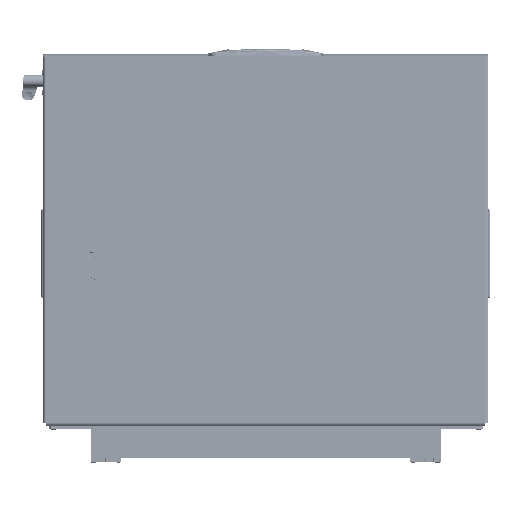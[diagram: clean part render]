
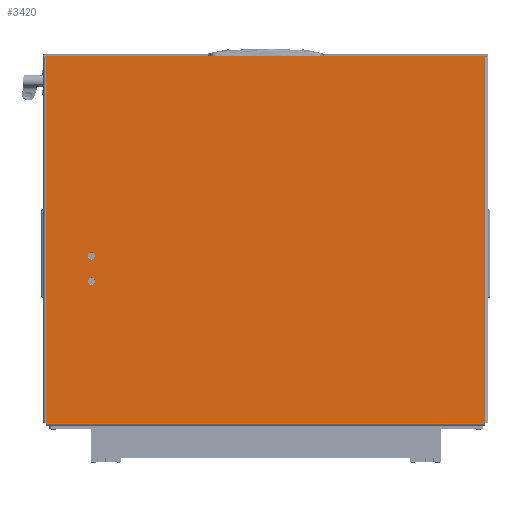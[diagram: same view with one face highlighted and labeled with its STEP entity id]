
A CAD part, front view. The second image highlights one B-rep face of the part: STEP entity #3420.
In plain terms, the highlighted face is planar.
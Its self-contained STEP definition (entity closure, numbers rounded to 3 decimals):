
#1085 = VECTOR ( 'NONE', #31270, 1000. ) ;
#1897 = AXIS2_PLACEMENT_3D ( 'NONE', #107372, #118597, #51512 ) ;
#3420 = ADVANCED_FACE ( 'NONE', ( #50526, #106597, #132894 ), #137912, .T. ) ;
#4219 = DIRECTION ( 'NONE',  ( -1., 0., 0. ) ) ;
#4772 = ORIENTED_EDGE ( 'NONE', *, *, #24170, .F. ) ;
#5003 = CARTESIAN_POINT ( 'NONE',  ( 0., -2., 0. ) ) ;
#7037 = CARTESIAN_POINT ( 'NONE',  ( 275., 545., 0. ) ) ;
#11074 = VERTEX_POINT ( 'NONE', #19526 ) ;
#12256 = CARTESIAN_POINT ( 'NONE',  ( 304.8, 545., 0. ) ) ;
#12949 = LINE ( 'NONE', #5003, #54963 ) ;
#14551 = AXIS2_PLACEMENT_3D ( 'NONE', #20197, #88252, #77400 ) ;
#14952 = DIRECTION ( 'NONE',  ( 0., 0., -1. ) ) ;
#16235 = DIRECTION ( 'NONE',  ( -1., 0., 0. ) ) ;
#16312 = VERTEX_POINT ( 'NONE', #140319 ) ;
#19526 = CARTESIAN_POINT ( 'NONE',  ( 0., 610., 0. ) ) ;
#20197 = CARTESIAN_POINT ( 'NONE',  ( 310., 545., 0. ) ) ;
#24170 = EDGE_CURVE ( 'NONE', #76544, #124913, #48261, .T. ) ;
#29296 = AXIS2_PLACEMENT_3D ( 'NONE', #85434, #141757, #77542 ) ;
#30772 = LINE ( 'NONE', #43542, #1085 ) ;
#31270 = DIRECTION ( 'NONE',  ( 1., 0., 0. ) ) ;
#31588 = CIRCLE ( 'NONE', #1897, 5.2 ) ;
#34060 = EDGE_CURVE ( 'NONE', #111690, #16312, #31588, .T. ) ;
#37430 = ORIENTED_EDGE ( 'NONE', *, *, #46677, .T. ) ;
#38501 = EDGE_CURVE ( 'NONE', #141664, #92645, #12949, .T. ) ;
#38641 = AXIS2_PLACEMENT_3D ( 'NONE', #7037, #64185, #142650 ) ;
#40622 = CARTESIAN_POINT ( 'NONE',  ( 0., 0., 0. ) ) ;
#42083 = EDGE_CURVE ( 'NONE', #121313, #69873, #30772, .T. ) ;
#42952 = ORIENTED_EDGE ( 'NONE', *, *, #54786, .F. ) ;
#43542 = CARTESIAN_POINT ( 'NONE',  ( 0., 0., 0. ) ) ;
#43837 = VECTOR ( 'NONE', #52018, 1000. ) ;
#43888 = CARTESIAN_POINT ( 'NONE',  ( -2., -4., 0. ) ) ;
#44634 = VECTOR ( 'NONE', #65312, 1000. ) ;
#46564 = VECTOR ( 'NONE', #72370, 1000. ) ;
#46677 = EDGE_CURVE ( 'NONE', #76544, #69873, #113103, .T. ) ;
#48261 = LINE ( 'NONE', #107712, #46564 ) ;
#49714 = ORIENTED_EDGE ( 'NONE', *, *, #34060, .F. ) ;
#50526 = FACE_BOUND ( 'NONE', #77375, .T. ) ;
#51512 = DIRECTION ( 'NONE',  ( -1., 0., 0. ) ) ;
#52018 = DIRECTION ( 'NONE',  ( 0., 1., 0. ) ) ;
#52415 = CARTESIAN_POINT ( 'NONE',  ( 0., 608., 0. ) ) ;
#53638 = CARTESIAN_POINT ( 'NONE',  ( 0., 610., 0. ) ) ;
#54786 = EDGE_CURVE ( 'NONE', #129312, #96093, #95791, .T. ) ;
#54963 = VECTOR ( 'NONE', #16235, 1000. ) ;
#55292 = CARTESIAN_POINT ( 'NONE',  ( 506., 608., 0. ) ) ;
#56051 = DIRECTION ( 'NONE',  ( 0., 1., 0. ) ) ;
#57173 = ORIENTED_EDGE ( 'NONE', *, *, #38501, .T. ) ;
#60485 = CARTESIAN_POINT ( 'NONE',  ( 0., -2., 0. ) ) ;
#61830 = ORIENTED_EDGE ( 'NONE', *, *, #42083, .F. ) ;
#64185 = DIRECTION ( 'NONE',  ( 0., 0., -1. ) ) ;
#64967 = ORIENTED_EDGE ( 'NONE', *, *, #77593, .F. ) ;
#65312 = DIRECTION ( 'NONE',  ( 1., 0., 0. ) ) ;
#65863 = CARTESIAN_POINT ( 'NONE',  ( -2., -2., 0. ) ) ;
#66959 = CIRCLE ( 'NONE', #38641, 5.2 ) ;
#69873 = VERTEX_POINT ( 'NONE', #87946 ) ;
#70515 = EDGE_CURVE ( 'NONE', #96093, #129312, #125887, .T. ) ;
#71205 = CARTESIAN_POINT ( 'NONE',  ( 0., 608., 0. ) ) ;
#72370 = DIRECTION ( 'NONE',  ( -1., 0., 0. ) ) ;
#74583 = VERTEX_POINT ( 'NONE', #92599 ) ;
#76544 = VERTEX_POINT ( 'NONE', #107781 ) ;
#77375 = EDGE_LOOP ( 'NONE', ( #90538, #49714 ) ) ;
#77400 = DIRECTION ( 'NONE',  ( -1., 0., 0. ) ) ;
#77542 = DIRECTION ( 'NONE',  ( -1., 0., 0. ) ) ;
#77593 = EDGE_CURVE ( 'NONE', #124913, #11074, #112824, .T. ) ;
#79479 = VECTOR ( 'NONE', #128064, 1000. ) ;
#82194 = EDGE_CURVE ( 'NONE', #16312, #111690, #66959, .T. ) ;
#82509 = EDGE_LOOP ( 'NONE', ( #42952, #107089 ) ) ;
#85434 = CARTESIAN_POINT ( 'NONE',  ( 310., 545., 0. ) ) ;
#87386 = ORIENTED_EDGE ( 'NONE', *, *, #102592, .F. ) ;
#87689 = DIRECTION ( 'NONE',  ( 0., -1., 0. ) ) ;
#87946 = CARTESIAN_POINT ( 'NONE',  ( 506., 0., 0. ) ) ;
#88252 = DIRECTION ( 'NONE',  ( 0., 0., -1. ) ) ;
#88651 = VECTOR ( 'NONE', #87689, 1000. ) ;
#90538 = ORIENTED_EDGE ( 'NONE', *, *, #82194, .F. ) ;
#92599 = CARTESIAN_POINT ( 'NONE',  ( -2., 610., 0. ) ) ;
#92645 = VERTEX_POINT ( 'NONE', #65863 ) ;
#95791 = CIRCLE ( 'NONE', #29296, 5.2 ) ;
#96093 = VERTEX_POINT ( 'NONE', #121861 ) ;
#98845 = LINE ( 'NONE', #43888, #139166 ) ;
#99247 = ORIENTED_EDGE ( 'NONE', *, *, #122911, .T. ) ;
#100017 = AXIS2_PLACEMENT_3D ( 'NONE', #71205, #14952, #4219 ) ;
#101831 = LINE ( 'NONE', #119134, #43837 ) ;
#102592 = EDGE_CURVE ( 'NONE', #141664, #121313, #101831, .T. ) ;
#106597 = FACE_BOUND ( 'NONE', #82509, .T. ) ;
#107089 = ORIENTED_EDGE ( 'NONE', *, *, #70515, .F. ) ;
#107372 = CARTESIAN_POINT ( 'NONE',  ( 275., 545., 0. ) ) ;
#107584 = CARTESIAN_POINT ( 'NONE',  ( 280.2, 545., 0. ) ) ;
#107712 = CARTESIAN_POINT ( 'NONE',  ( 0., 608., 0. ) ) ;
#107781 = CARTESIAN_POINT ( 'NONE',  ( 506., 608., 0. ) ) ;
#111690 = VERTEX_POINT ( 'NONE', #107584 ) ;
#112824 = LINE ( 'NONE', #139774, #79479 ) ;
#113103 = LINE ( 'NONE', #55292, #88651 ) ;
#116407 = EDGE_CURVE ( 'NONE', #92645, #74583, #98845, .T. ) ;
#118597 = DIRECTION ( 'NONE',  ( 0., 0., -1. ) ) ;
#118874 = ORIENTED_EDGE ( 'NONE', *, *, #116407, .T. ) ;
#119134 = CARTESIAN_POINT ( 'NONE',  ( 0., -4., 0. ) ) ;
#121313 = VERTEX_POINT ( 'NONE', #40622 ) ;
#121861 = CARTESIAN_POINT ( 'NONE',  ( 315.2, 545., 0. ) ) ;
#122180 = EDGE_LOOP ( 'NONE', ( #87386, #57173, #118874, #99247, #64967, #4772, #37430, #61830 ) ) ;
#122911 = EDGE_CURVE ( 'NONE', #74583, #11074, #137512, .T. ) ;
#124913 = VERTEX_POINT ( 'NONE', #52415 ) ;
#125887 = CIRCLE ( 'NONE', #14551, 5.2 ) ;
#128064 = DIRECTION ( 'NONE',  ( 0., 1., 0. ) ) ;
#129312 = VERTEX_POINT ( 'NONE', #12256 ) ;
#132894 = FACE_OUTER_BOUND ( 'NONE', #122180, .T. ) ;
#137512 = LINE ( 'NONE', #53638, #44634 ) ;
#137912 = PLANE ( 'NONE',  #100017 ) ;
#139166 = VECTOR ( 'NONE', #56051, 1000. ) ;
#139774 = CARTESIAN_POINT ( 'NONE',  ( 0., -4., 0. ) ) ;
#140319 = CARTESIAN_POINT ( 'NONE',  ( 269.8, 545., 0. ) ) ;
#141664 = VERTEX_POINT ( 'NONE', #60485 ) ;
#141757 = DIRECTION ( 'NONE',  ( 0., 0., -1. ) ) ;
#142650 = DIRECTION ( 'NONE',  ( -1., 0., 0. ) ) ;
